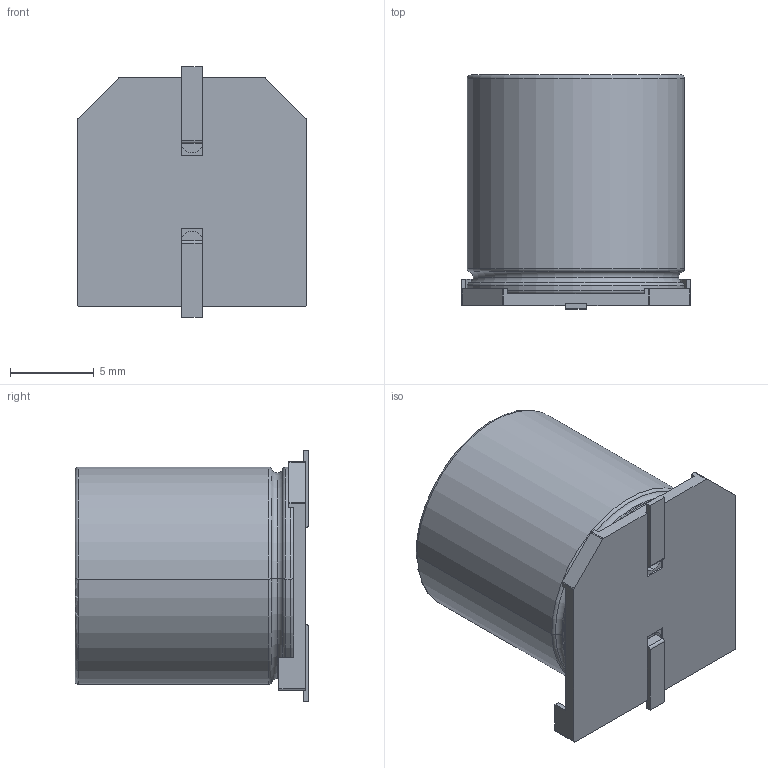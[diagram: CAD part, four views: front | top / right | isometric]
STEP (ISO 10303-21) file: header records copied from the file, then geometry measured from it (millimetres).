
FILE_DESCRIPTION (( 'STEP AP214' ), '1' );
FILE_NAME ('User Library-CAP_AL_EL_SMT_13x14.STEP', '2015-07-28T11:38:05', ( 'Windows User' ), ( '' ), 'SwSTEP 2.0', 'SolidWorks 2015', '' );
FILE_SCHEMA (( 'AUTOMOTIVE_DESIGN' ));
Length unit declared in the file: millimetre
Products named in the file (1): User Library-CAP_AL_EL_SMT_13x14
Bounding box: 13.7 x 14 x 15 mm (x, y, z)
Volume: 1862.6 mm3; surface area: 1254 mm2
Topology: 4 solids, 4 shells, 83 faces, 211 edges, 134 vertices
Faces by surface type: plane 50, cylinder 21, torus 12
Entity records: 3476 total; most frequent: DIRECTION 448, CARTESIAN_POINT 429, ORIENTED_EDGE 422, EDGE_CURVE 211, AXIS2_PLACEMENT_3D 153, VECTOR 142, LINE 142, VERTEX_POINT 134
